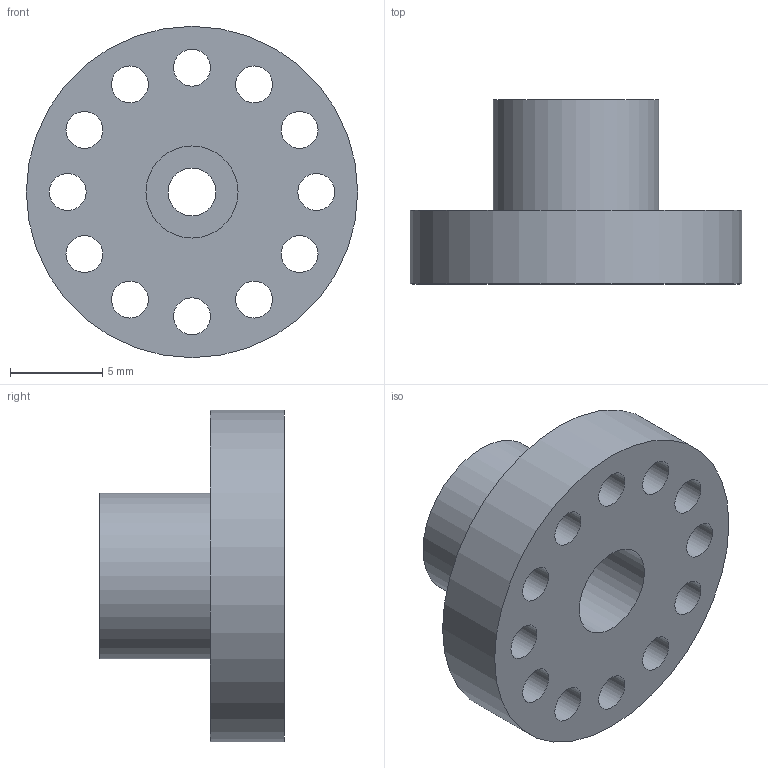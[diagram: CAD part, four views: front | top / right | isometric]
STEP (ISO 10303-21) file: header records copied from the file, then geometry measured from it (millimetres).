
FILE_DESCRIPTION(/* description */ (''),/* implementation_level */ '2;1');
FILE_NAME(/* name */ 'Scheibe frSG90_v1.step',/* time_stamp */ '2025-03-29T15:31:14+01:00',/* author */ (''),/* organization */ (''),/* preprocessor_version */ 'ST-DEVELOPER v20.1',/* originating_system */ 'Autodesk Translation Framework v14.4.0.0',/* authorisation */ '');
FILE_SCHEMA (('AUTOMOTIVE_DESIGN { 1 0 10303 214 3 1 1 }'));
Length unit declared in the file: millimetre
Products named in the file (1): Scheibe fürSG90
Bounding box: 18 x 10 x 18 mm (x, y, z)
Volume: 1078.1 mm3; surface area: 1265.4 mm2
Topology: 1 solids, 1 shells, 22 faces, 51 edges, 34 vertices
Faces by surface type: cylinder 17, plane 5
Full cylindrical faces by diameter (mm): 2 x12, 2.6 x1, 4.4 x1, 5 x1, 9 x1, 18 x1
Entity records: 734 total; most frequent: DIRECTION 131, CARTESIAN_POINT 108, ORIENTED_EDGE 102, AXIS2_PLACEMENT_3D 57, EDGE_LOOP 51, EDGE_CURVE 51, CIRCLE 34, VERTEX_POINT 34
